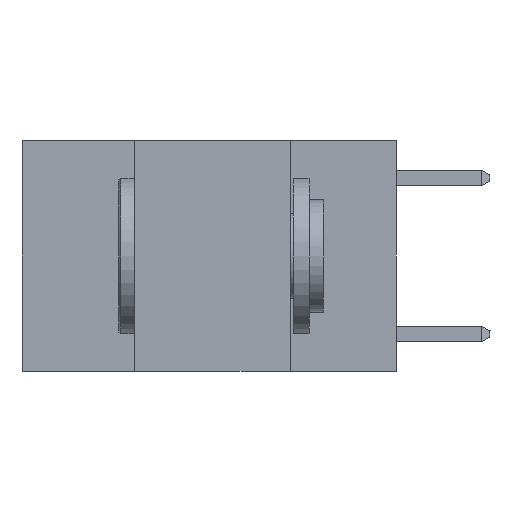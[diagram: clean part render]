
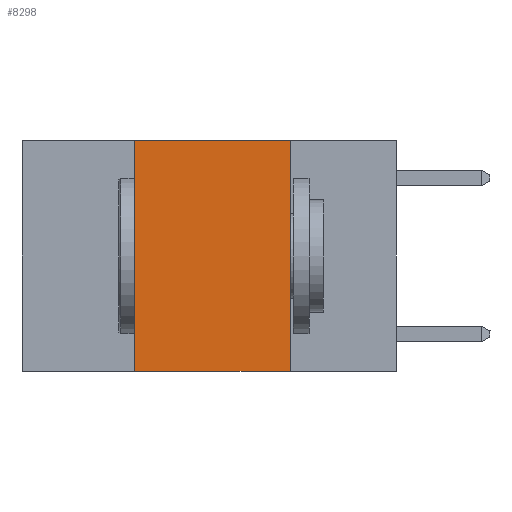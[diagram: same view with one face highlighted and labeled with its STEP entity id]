
A CAD part, left-side view. The second image highlights one B-rep face of the part: STEP entity #8298.
In plain terms, the highlighted planar face has unit normal (-1, 0, 0).
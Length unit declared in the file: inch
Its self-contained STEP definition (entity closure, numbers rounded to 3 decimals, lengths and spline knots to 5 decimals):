
#23 = VERTEX_POINT ( 'NONE', #22092 ) ;
#662 = EDGE_CURVE ( 'NONE', #19027, #23, #4301, .T. ) ;
#1192 = DIRECTION ( 'NONE',  ( 0., -1., 0. ) ) ;
#1232 = CARTESIAN_POINT ( 'NONE',  ( 0., 0.17, 0. ) ) ;
#1929 = CARTESIAN_POINT ( 'NONE',  ( 0., 0.17, 0. ) ) ;
#2012 = LINE ( 'NONE', #9953, #18039 ) ;
#3929 = VECTOR ( 'NONE', #6491, 39.37008 ) ;
#4155 = VECTOR ( 'NONE', #15006, 39.37008 ) ;
#4301 = LINE ( 'NONE', #15273, #4155 ) ;
#4611 = LINE ( 'NONE', #19439, #3929 ) ;
#6227 = VERTEX_POINT ( 'NONE', #24759 ) ;
#6491 = DIRECTION ( 'NONE',  ( 0., -1., 0. ) ) ;
#6594 = VERTEX_POINT ( 'NONE', #1929 ) ;
#7787 = EDGE_LOOP ( 'NONE', ( #9978, #10001, #10485, #10594 ) ) ;
#8214 = DIRECTION ( 'NONE',  ( 0., 0., -1. ) ) ;
#8298 = ADVANCED_FACE ( 'NONE', ( #25819 ), #12433, .F. ) ;
#9953 = CARTESIAN_POINT ( 'NONE',  ( 0., 0.6, -0.37 ) ) ;
#9978 = ORIENTED_EDGE ( 'NONE', *, *, #22112, .F. ) ;
#10001 = ORIENTED_EDGE ( 'NONE', *, *, #10374, .F. ) ;
#10374 = EDGE_CURVE ( 'NONE', #23, #6594, #4611, .T. ) ;
#10485 = ORIENTED_EDGE ( 'NONE', *, *, #662, .F. ) ;
#10594 = ORIENTED_EDGE ( 'NONE', *, *, #16422, .T. ) ;
#11530 = LINE ( 'NONE', #1232, #15950 ) ;
#12433 = PLANE ( 'NONE',  #20430 ) ;
#15006 = DIRECTION ( 'NONE',  ( 0., 0., 1. ) ) ;
#15273 = CARTESIAN_POINT ( 'NONE',  ( 0., 0.42, 0. ) ) ;
#15950 = VECTOR ( 'NONE', #24915, 39.37008 ) ;
#16422 = EDGE_CURVE ( 'NONE', #19027, #6227, #2012, .T. ) ;
#18039 = VECTOR ( 'NONE', #1192, 39.37008 ) ;
#18968 = CARTESIAN_POINT ( 'NONE',  ( 0., 0.6, 0. ) ) ;
#19027 = VERTEX_POINT ( 'NONE', #24698 ) ;
#19439 = CARTESIAN_POINT ( 'NONE',  ( 0., 0.6, 0. ) ) ;
#20430 = AXIS2_PLACEMENT_3D ( 'NONE', #18968, #21113, #8214 ) ;
#21113 = DIRECTION ( 'NONE',  ( 1., 0., 0. ) ) ;
#22092 = CARTESIAN_POINT ( 'NONE',  ( 0., 0.42, 0. ) ) ;
#22112 = EDGE_CURVE ( 'NONE', #6594, #6227, #11530, .T. ) ;
#24698 = CARTESIAN_POINT ( 'NONE',  ( 0., 0.42, -0.37 ) ) ;
#24759 = CARTESIAN_POINT ( 'NONE',  ( 0., 0.17, -0.37 ) ) ;
#24915 = DIRECTION ( 'NONE',  ( 0., 0., -1. ) ) ;
#25819 = FACE_OUTER_BOUND ( 'NONE', #7787, .T. ) ;
